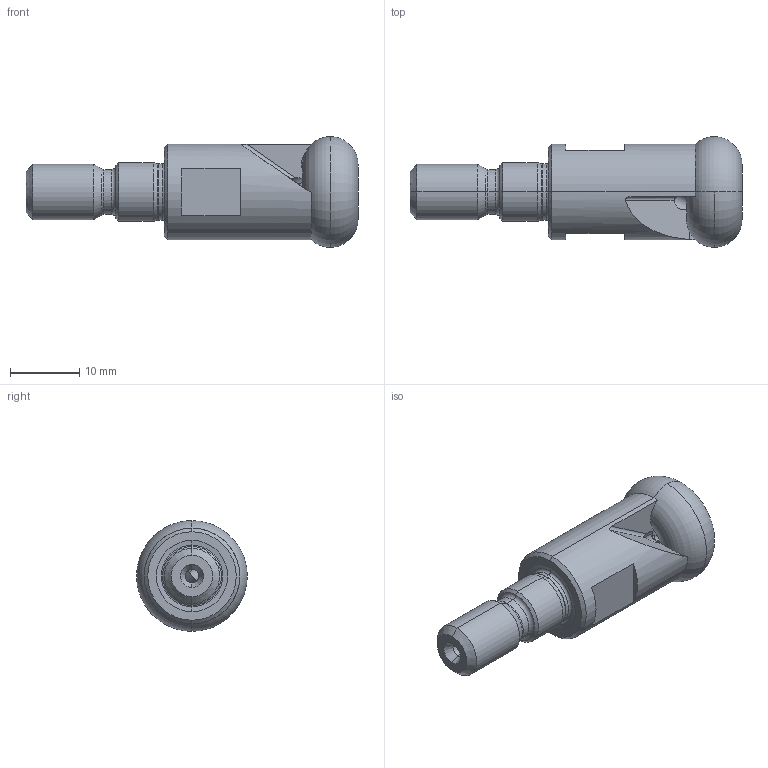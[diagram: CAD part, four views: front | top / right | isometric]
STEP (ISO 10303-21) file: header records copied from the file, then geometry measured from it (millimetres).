
FILE_DESCRIPTION (( 'STEP AP214' ), '1' );
FILE_NAME ('KEF_16_28_M8_508_2.STEP', '2016-09-20T09:09:50', ( '' ), ( '' ), 'SwSTEP 2.0', 'SolidWorks 2016', '' );
FILE_SCHEMA (( 'AUTOMOTIVE_DESIGN' ));
Length unit declared in the file: millimetre
Products named in the file (1): KEF_16_28_M8_508_2
Bounding box: 47.98 x 16 x 16 mm (x, y, z)
Volume: 4858.6 mm3; surface area: 2389.2 mm2
Topology: 1 solids, 1 shells, 82 faces, 199 edges, 117 vertices
Faces by surface type: cylinder 28, plane 22, cone 18, torus 14
Entity records: 2655 total; most frequent: CARTESIAN_POINT 742, ORIENTED_EDGE 394, DIRECTION 378, EDGE_CURVE 197, AXIS2_PLACEMENT_3D 161, VERTEX_POINT 117, EDGE_LOOP 86, ADVANCED_FACE 82
